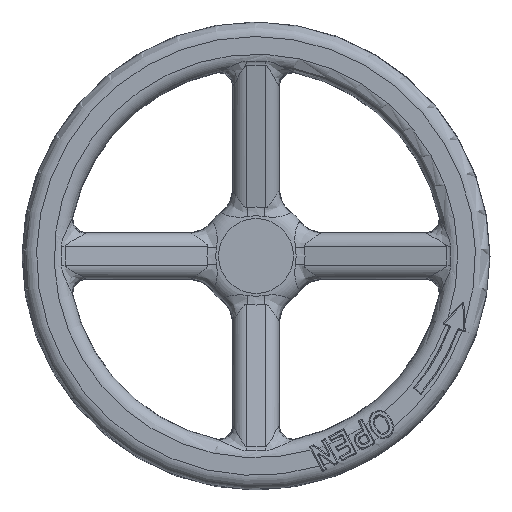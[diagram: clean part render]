
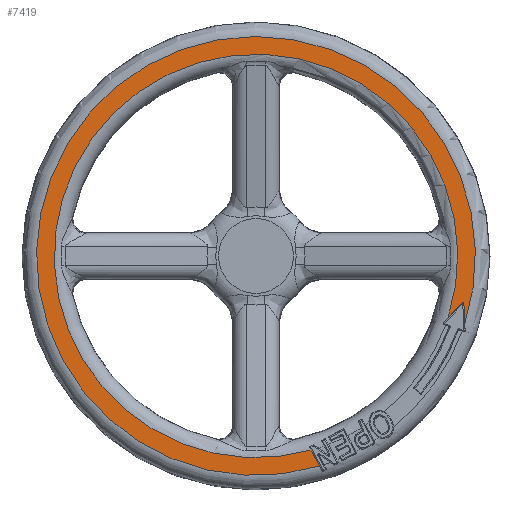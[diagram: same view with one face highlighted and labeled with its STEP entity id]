
A CAD part, top view. The second image highlights one B-rep face of the part: STEP entity #7419.
In plain terms, the highlighted planar face has unit normal (0, 0, 1).
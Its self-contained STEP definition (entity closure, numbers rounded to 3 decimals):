
#628=CIRCLE('',#7768,46.891);
#629=CIRCLE('',#7769,43.109);
#870=ELLIPSE('',#7767,0.202,0.2);
#919=ORIENTED_EDGE('',*,*,#2547,.T.);
#920=ORIENTED_EDGE('',*,*,#2548,.T.);
#921=ORIENTED_EDGE('',*,*,#2549,.T.);
#922=ORIENTED_EDGE('',*,*,#2550,.T.);
#923=ORIENTED_EDGE('',*,*,#2551,.F.);
#924=ORIENTED_EDGE('',*,*,#2552,.T.);
#2547=EDGE_CURVE('',#3361,#3362,#3847,.T.);
#2548=EDGE_CURVE('',#3362,#3363,#870,.T.);
#2549=EDGE_CURVE('',#3363,#3364,#3848,.T.);
#2550=EDGE_CURVE('',#3364,#3365,#628,.F.);
#2551=EDGE_CURVE('',#3366,#3365,#3849,.F.);
#2552=EDGE_CURVE('',#3366,#3361,#629,.T.);
#3361=VERTEX_POINT('',#9451);
#3362=VERTEX_POINT('',#9452);
#3363=VERTEX_POINT('',#9454);
#3364=VERTEX_POINT('',#9456);
#3365=VERTEX_POINT('',#9458);
#3366=VERTEX_POINT('',#9460);
#3847=LINE('',#9450,#4033);
#3848=LINE('',#9455,#4034);
#3849=LINE('',#9459,#4035);
#4033=VECTOR('',#8268,1000.);
#4034=VECTOR('',#8271,1000.);
#4035=VECTOR('',#8274,1000.);
#4219=EDGE_LOOP('',(#919,#920,#921,#922,#923,#924));
#4584=FACE_BOUND('',#4219,.T.);
#4950=PLANE('',#7766);
#7419=ADVANCED_FACE('',(#4584),#4950,.F.);
#7766=AXIS2_PLACEMENT_3D('',#9449,#8266,#8267);
#7767=AXIS2_PLACEMENT_3D('',#9453,#8269,#8270);
#7768=AXIS2_PLACEMENT_3D('',#9457,#8272,#8273);
#7769=AXIS2_PLACEMENT_3D('',#9461,#8275,#8276);
#8266=DIRECTION('',(0.,0.,-1.));
#8267=DIRECTION('',(-1.,0.,0.));
#8268=DIRECTION('',(0.676,0.737,0.));
#8269=DIRECTION('',(0.,0.,-1.));
#8270=DIRECTION('',(-0.342,-0.94,0.));
#8271=DIRECTION('',(0.044,-0.999,0.));
#8272=DIRECTION('',(0.,0.,-1.));
#8273=DIRECTION('',(-1.,0.,0.));
#8274=DIRECTION('',(-0.469,0.883,0.));
#8275=DIRECTION('',(0.,0.,-1.));
#8276=DIRECTION('',(-1.,0.,0.));
#9449=CARTESIAN_POINT('',(0.,49.738,5.));
#9450=CARTESIAN_POINT('',(53.685,0.545,5.));
#9451=CARTESIAN_POINT('',(41.01,-13.287,5.));
#9452=CARTESIAN_POINT('',(44.072,-9.946,5.));
#9453=CARTESIAN_POINT('',(44.218,-10.082,5.));
#9454=CARTESIAN_POINT('',(44.418,-10.072,5.));
#9455=CARTESIAN_POINT('',(41.727,51.56,5.));
#9456=CARTESIAN_POINT('',(44.609,-14.449,5.));
#9457=CARTESIAN_POINT('',(0.,0.,5.));
#9458=CARTESIAN_POINT('',(13.566,-44.886,5.));
#9459=CARTESIAN_POINT('',(-28.648,34.506,5.));
#9460=CARTESIAN_POINT('',(11.753,-41.476,5.));
#9461=CARTESIAN_POINT('',(0.,0.,5.));
